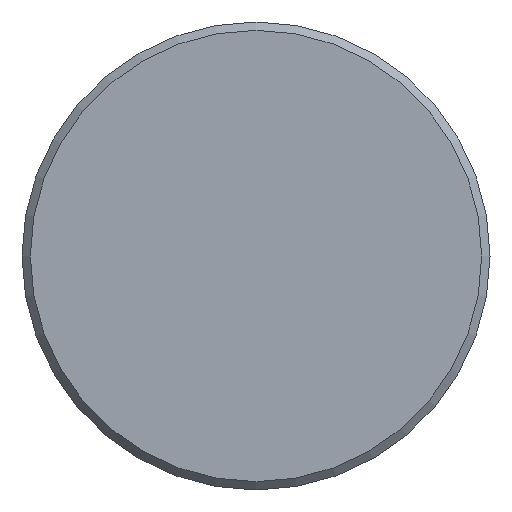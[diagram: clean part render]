
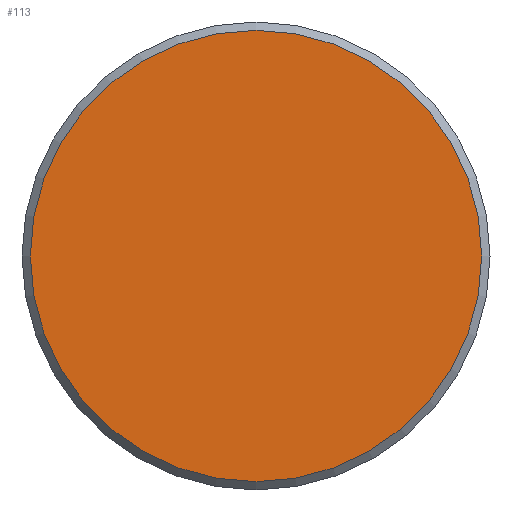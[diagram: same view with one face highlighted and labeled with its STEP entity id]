
A CAD part, left-side view. The second image highlights one B-rep face of the part: STEP entity #113.
In plain terms, the highlighted planar face has unit normal (-1, 0, 0).
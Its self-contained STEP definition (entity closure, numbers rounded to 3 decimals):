
#16 = AXIS2_PLACEMENT_3D ( 'NONE', #133, #136, #142 ) ;
#22 = EDGE_CURVE ( 'NONE', #143, #143, #34, .T. ) ;
#23 = AXIS2_PLACEMENT_3D ( 'NONE', #151, #134, #131 ) ;
#34 = CIRCLE ( 'NONE', #23, 13.5 ) ;
#59 = FACE_OUTER_BOUND ( 'NONE', #87, .T. ) ;
#87 = EDGE_LOOP ( 'NONE', ( #98 ) ) ;
#98 = ORIENTED_EDGE ( 'NONE', *, *, #22, .T. ) ;
#113 = ADVANCED_FACE ( 'NONE', ( #59 ), #161, .F. ) ;
#131 = DIRECTION ( 'NONE',  ( 0., 0., -1. ) ) ;
#133 = CARTESIAN_POINT ( 'NONE',  ( -3000., 0., 0. ) ) ;
#134 = DIRECTION ( 'NONE',  ( -1., 0., 0. ) ) ;
#136 = DIRECTION ( 'NONE',  ( 1., 0., 0. ) ) ;
#142 = DIRECTION ( 'NONE',  ( 0., 0., -1. ) ) ;
#143 = VERTEX_POINT ( 'NONE', #158 ) ;
#151 = CARTESIAN_POINT ( 'NONE',  ( -3000., 0., 0. ) ) ;
#158 = CARTESIAN_POINT ( 'NONE',  ( -3000., 0., -13.5 ) ) ;
#161 = PLANE ( 'NONE',  #16 ) ;
